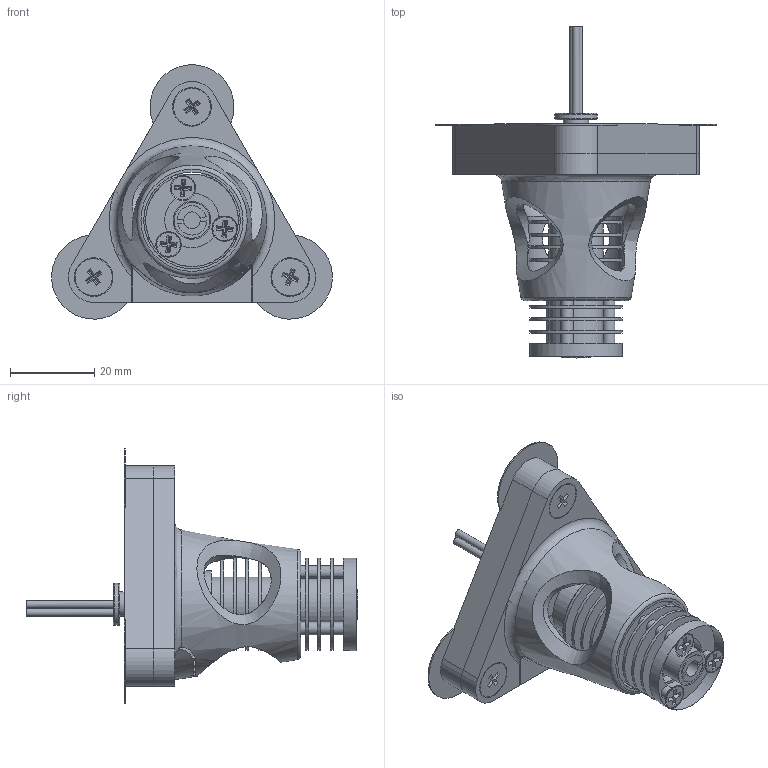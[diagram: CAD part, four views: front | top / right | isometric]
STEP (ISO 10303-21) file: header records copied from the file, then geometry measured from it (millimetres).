
FILE_DESCRIPTION(/* description */ ('Alibre Inc.'),/* implementation_level */ '2;1');
FILE_NAME(/* name */ 'export0',/* time_stamp */ '2015-07-05T23:11:43+12:00',/* author */ (''),/* organization */ (''),/* preprocessor_version */ 'ST-DEVELOPER v14',/* originating_system */ 'Alibre',/* authorisation */ '');
FILE_SCHEMA (('CONFIG_CONTROL_DESIGN'));
Length unit declared in the file: centimetre
Products named in the file (22): ID_1; ID_2; ID_3; ID_4; FNUT-M3; ID_5; ID_6; ID_7; ID_8; ID_9; ID_10; ID_11; ID_12; ID_13; ID_14; ID_15; ID_16
Bounding box: 66.71 x 78.96 x 60.44 mm (x, y, z)
Volume: 37201 mm3; surface area: 35570.4 mm2
Topology: 27 solids, 27 shells, 745 faces, 1899 edges, 1221 vertices
Faces by surface type: plane 526, cylinder 163, cone 27, torus 24, bspline 5
Full cylindrical faces by diameter (mm): 0.4 x3, 0.9 x2, 1.6 x1, 2.5 x3, 3 x22, 3.5 x6, 3.6 x1, 4 x2, 4.5 x1, 4.6 x1, 5 x6, 5.2 x6, 5.5 x1, 6 x3, 6.46 x1, 6.5 x1, 8.5 x1, 9 x1, 9.5 x1, 10 x1, 11 x1, 11.8 x1, 12 x2, 13 x9, 16 x5, 19.5 x1, 21 x1, 22 x10, 23 x1
Entity records: 23257 total; most frequent: CARTESIAN_POINT 6995, ORIENTED_EDGE 2950, DIRECTION 2409, EDGE_CURVE 1475, VERTEX_POINT 1007, AXIS2_PLACEMENT_3D 968, VECTOR 855, LINE 855
